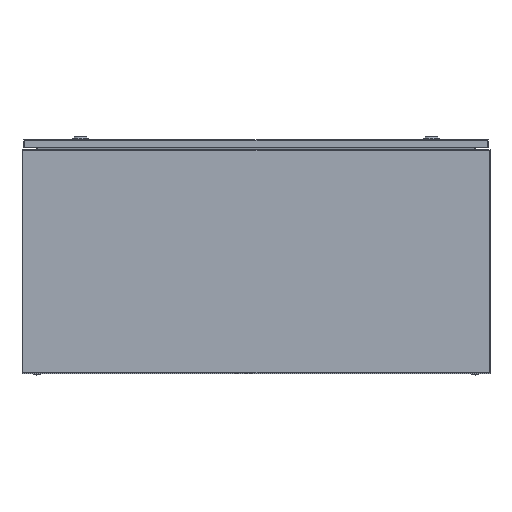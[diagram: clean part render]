
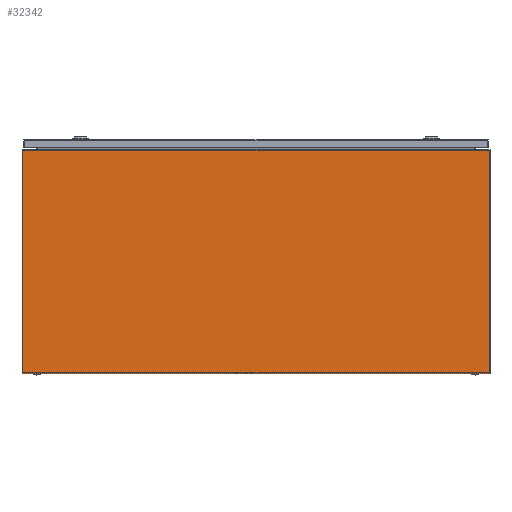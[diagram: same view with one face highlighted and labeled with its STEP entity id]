
A CAD part, left-side view. The second image highlights one B-rep face of the part: STEP entity #32342.
In plain terms, the highlighted planar face has unit normal (-1, 0, 0).
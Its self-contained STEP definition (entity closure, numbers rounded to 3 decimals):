
#737 = FACE_OUTER_BOUND ( 'NONE', #40119, .T. ) ;
#2226 = ORIENTED_EDGE ( 'NONE', *, *, #19261, .F. ) ;
#4522 = CARTESIAN_POINT ( 'NONE',  ( 0., 800., 383. ) ) ;
#6183 = CARTESIAN_POINT ( 'NONE',  ( 0., 0., 0. ) ) ;
#8543 = CARTESIAN_POINT ( 'NONE',  ( 0., 0., 383. ) ) ;
#9258 = VERTEX_POINT ( 'NONE', #4522 ) ;
#9499 = VERTEX_POINT ( 'NONE', #44517 ) ;
#10635 = PLANE ( 'NONE',  #27935 ) ;
#10658 = LINE ( 'NONE', #23699, #21145 ) ;
#13568 = DIRECTION ( 'NONE',  ( 0., 0., -1. ) ) ;
#16083 = DIRECTION ( 'NONE',  ( 0., -1., 0. ) ) ;
#17255 = VECTOR ( 'NONE', #22268, 1000. ) ;
#17637 = DIRECTION ( 'NONE',  ( 0., 0., -1. ) ) ;
#18216 = VECTOR ( 'NONE', #16083, 1000. ) ;
#18421 = CARTESIAN_POINT ( 'NONE',  ( 0., 800., 0. ) ) ;
#19261 = EDGE_CURVE ( 'NONE', #9258, #43069, #39367, .T. ) ;
#20228 = ORIENTED_EDGE ( 'NONE', *, *, #39144, .F. ) ;
#21145 = VECTOR ( 'NONE', #13568, 1000. ) ;
#21913 = CARTESIAN_POINT ( 'NONE',  ( 0., 800., 383. ) ) ;
#22268 = DIRECTION ( 'NONE',  ( 0., -1., 0. ) ) ;
#22999 = CARTESIAN_POINT ( 'NONE',  ( 0., 0., 383. ) ) ;
#23699 = CARTESIAN_POINT ( 'NONE',  ( 0., 0., 383. ) ) ;
#24224 = ORIENTED_EDGE ( 'NONE', *, *, #36009, .T. ) ;
#24582 = DIRECTION ( 'NONE',  ( 0., 0., -1. ) ) ;
#27935 = AXIS2_PLACEMENT_3D ( 'NONE', #42341, #34708, #24582 ) ;
#32342 = ADVANCED_FACE ( 'NONE', ( #737 ), #10635, .F. ) ;
#32463 = ORIENTED_EDGE ( 'NONE', *, *, #35127, .T. ) ;
#32986 = LINE ( 'NONE', #6183, #18216 ) ;
#33140 = VERTEX_POINT ( 'NONE', #18421 ) ;
#33915 = VECTOR ( 'NONE', #17637, 1000. ) ;
#34708 = DIRECTION ( 'NONE',  ( 1., 0., 0. ) ) ;
#35127 = EDGE_CURVE ( 'NONE', #9258, #33140, #41911, .T. ) ;
#36009 = EDGE_CURVE ( 'NONE', #33140, #9499, #32986, .T. ) ;
#39144 = EDGE_CURVE ( 'NONE', #43069, #9499, #10658, .T. ) ;
#39367 = LINE ( 'NONE', #8543, #17255 ) ;
#40119 = EDGE_LOOP ( 'NONE', ( #24224, #20228, #2226, #32463 ) ) ;
#41911 = LINE ( 'NONE', #21913, #33915 ) ;
#42341 = CARTESIAN_POINT ( 'NONE',  ( 0., 0., 383. ) ) ;
#43069 = VERTEX_POINT ( 'NONE', #22999 ) ;
#44517 = CARTESIAN_POINT ( 'NONE',  ( 0., 0., 0. ) ) ;
